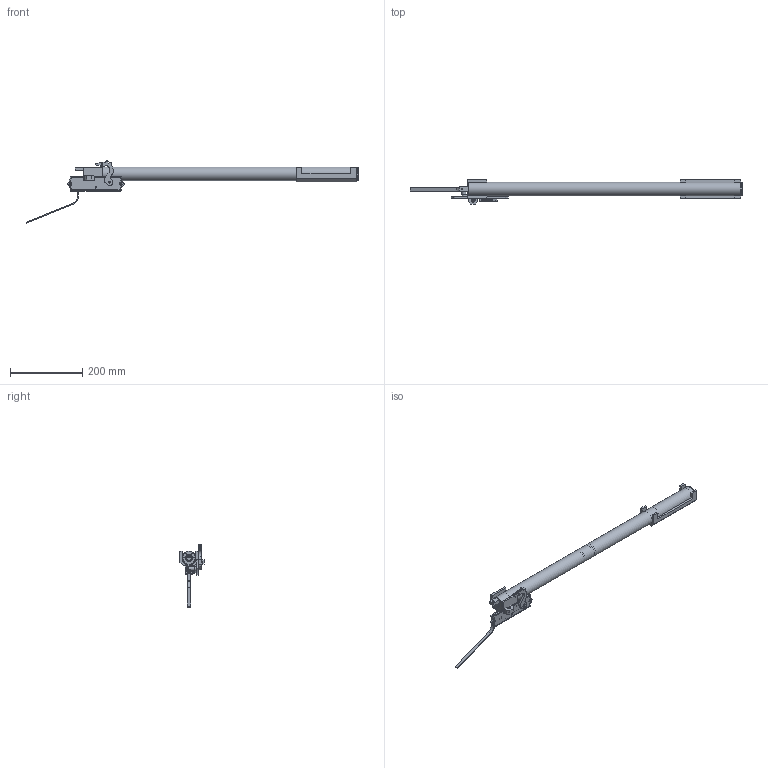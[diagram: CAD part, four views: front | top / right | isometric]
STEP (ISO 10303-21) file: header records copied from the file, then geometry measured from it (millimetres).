
FILE_DESCRIPTION(/* description */ (''),/* implementation_level */ '2;1');
FILE_NAME(/* name */ 'Open Source Larp Arquebus.step',/* time_stamp */ '2022-06-02T10:19:56+01:00',/* author */ (''),/* organization */ (''),/* preprocessor_version */ 'ST-DEVELOPER v19',/* originating_system */ 'Autodesk Translation Framework v11.7.0.108',/* authorisation */ '');
FILE_SCHEMA (('AUTOMOTIVE_DESIGN { 1 0 10303 214 3 1 1 }'));
Length unit declared in the file: millimetre
Products named in the file (1): Open Source Larp Arquebus
Bounding box: 916.37 x 66.5 x 172.25 mm (x, y, z)
Volume: 450447.7 mm3; surface area: 340150.6 mm2
Topology: 24 solids, 24 shells, 596 faces, 1527 edges, 1009 vertices
Faces by surface type: plane 330, cylinder 219, cone 34, torus 9, bspline 4
Full cylindrical faces by diameter (mm): 1.8 x1, 2.2 x1, 2.7 x2, 3.4 x2, 3.45 x1, 3.5 x11, 3.6 x5, 3.7 x8, 4 x1, 4.2 x12, 4.4 x4, 4.5 x1, 5 x1, 6 x3, 6.2 x1, 6.4 x1, 7 x1, 8 x1, 10 x1, 10.1 x1, 10.4 x1, 11 x1, 11.233 x1, 12 x5, 14 x1, 21 x1, 22.6 x2, 23 x2, 24 x1, 25.2 x1
Entity records: 22466 total; most frequent: CARTESIAN_POINT 7509, DIRECTION 3100, ORIENTED_EDGE 3054, EDGE_CURVE 1527, AXIS2_PLACEMENT_3D 1087, VERTEX_POINT 1009, LINE 926, VECTOR 926
